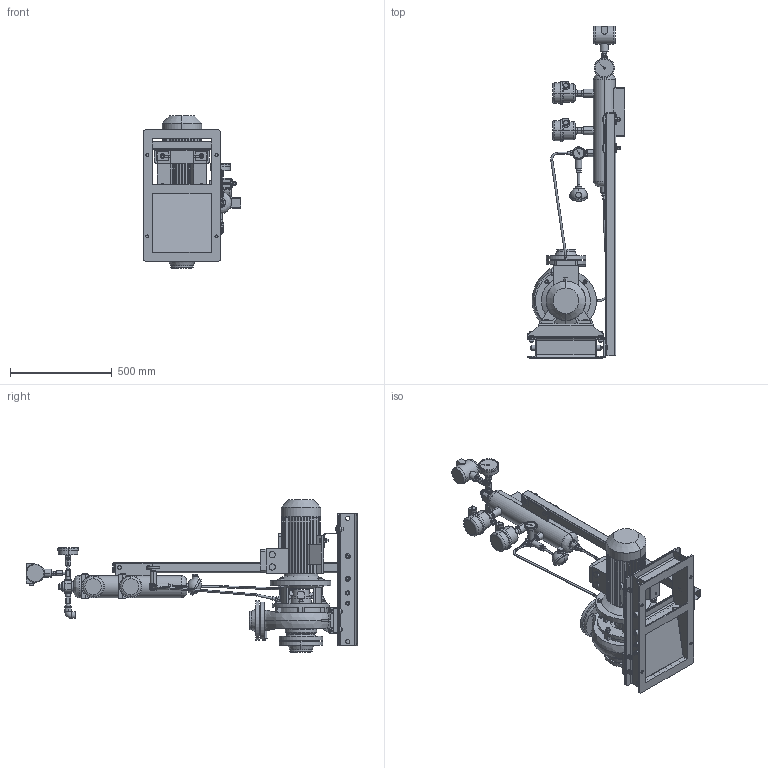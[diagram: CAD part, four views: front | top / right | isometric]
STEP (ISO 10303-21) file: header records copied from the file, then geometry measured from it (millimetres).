
FILE_DESCRIPTION (( 'STEP AP203' ), '1' );
FILE_NAME ('221-215-55Ò-ÐÑ2-12-02.step', '2023-07-26T14:44:24', ( 'adb' ), ( '' ), 'SwSTEP 2.0', 'SolidWorks 2016', '' );
FILE_SCHEMA (( 'CONFIG_CONTROL_DESIGN' ));
Products named in the file (1): 221-215-55Ò-ÐÑ2-12-02
Bounding box: 479 x 1630.5 x 747 mm (x, y, z)
Volume: 32023198.8 mm3; surface area: 4433666 mm2
Topology: 32 solids, 45 shells, 3089 faces, 7862 edges, 5057 vertices
Faces by surface type: plane 1563, cylinder 1135, cone 280, torus 65, bspline 36, sphere 10
Entity records: 108089 total; most frequent: CARTESIAN_POINT 32525, DIRECTION 15937, ORIENTED_EDGE 15692, EDGE_CURVE 7846, AXIS2_PLACEMENT_3D 6029, VERTEX_POINT 5051, LINE 3879, VECTOR 3879
